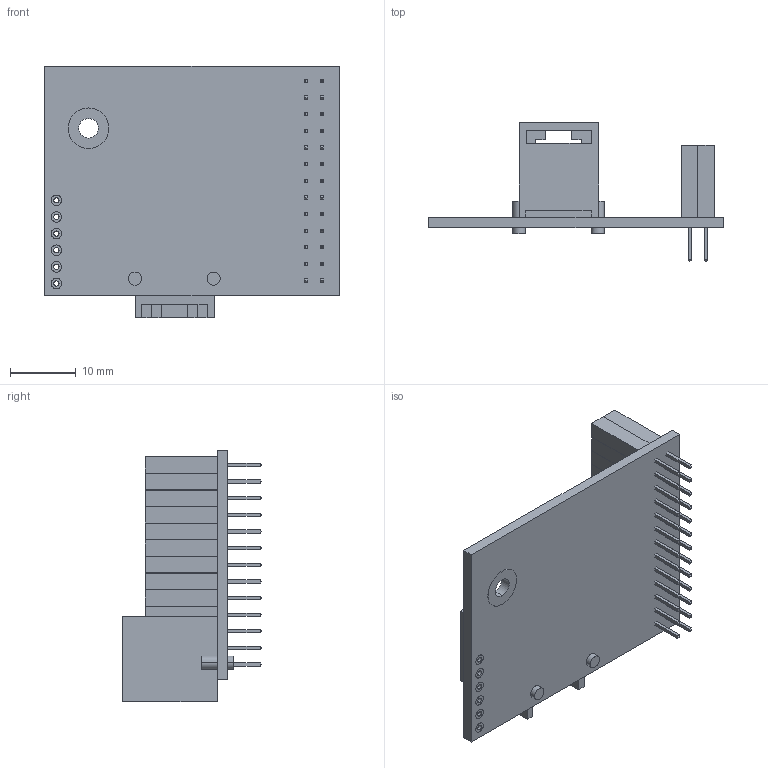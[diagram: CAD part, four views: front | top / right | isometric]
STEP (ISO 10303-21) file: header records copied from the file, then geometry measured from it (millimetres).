
FILE_DESCRIPTION (( 'STEP AP214' ), '1' );
FILE_NAME ('Me Shield for Raspberry Pi V1.0.step', '2016-10-28T06:59:20', ( 'dell' ), ( '' ), 'SwSTEP 2.0', 'SolidWorks 2013', '' );
FILE_SCHEMA (( 'AUTOMOTIVE_DESIGN' ));
Length unit declared in the file: millimetre
Products named in the file (1): Me Shield for Raspberry Pi V1.0
Bounding box: 45 x 21.25 x 38.46 mm (x, y, z)
Surface area: 8151.1 mm2 (no closed solid volume)
Topology: 0 solids, 54 shells, 655 faces, 1672 edges, 1066 vertices
Faces by surface type: plane 608, cylinder 47
Entity records: 26127 total; most frequent: CARTESIAN_POINT 3394, DIRECTION 3090, ORIENTED_EDGE 2882, EDGE_CURVE 1672, VECTOR 1566, LINE 1566, VERTEX_POINT 1066, AXIS2_PLACEMENT_3D 762
